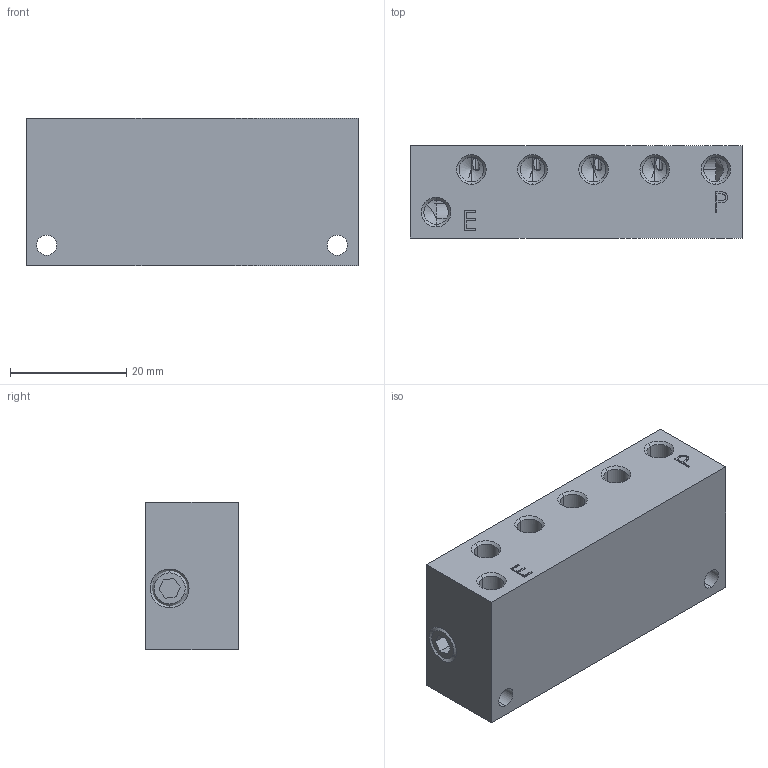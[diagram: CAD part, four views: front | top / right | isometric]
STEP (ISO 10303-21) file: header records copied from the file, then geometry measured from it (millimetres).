
FILE_DESCRIPTION (( 'STEP AP214' ), '1' );
FILE_NAME ('GM-314.step', '2018-10-25T18:22:13', ( '' ), ( '' ), 'SwSTEP 2.0', 'SolidWorks 2018', '' );
FILE_SCHEMA (( 'AUTOMOTIVE_DESIGN' ));
Length unit declared in the file: inch
Products named in the file (1): GM-314
Bounding box: 57.12 x 15.88 x 25.4 mm (x, y, z)
Volume: 19623.5 mm3; surface area: 9090.3 mm2
Topology: 3 solids, 3 shells, 221 faces, 545 edges, 327 vertices
Faces by surface type: cylinder 84, cone 74, plane 57, bspline 6
Entity records: 7397 total; most frequent: CARTESIAN_POINT 1955, DIRECTION 1087, ORIENTED_EDGE 1038, EDGE_CURVE 519, AXIS2_PLACEMENT_3D 411, VERTEX_POINT 327, EDGE_LOOP 276, VECTOR 265
